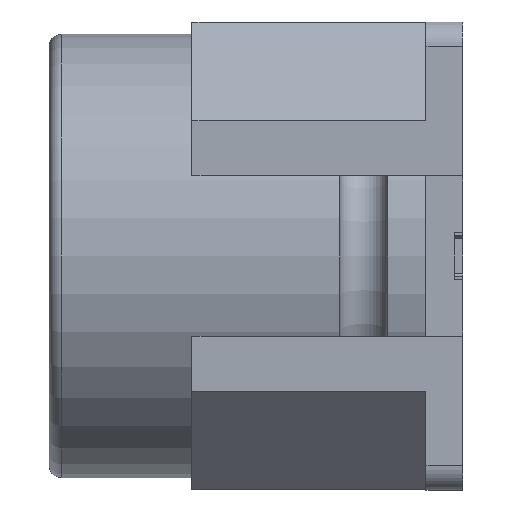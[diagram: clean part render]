
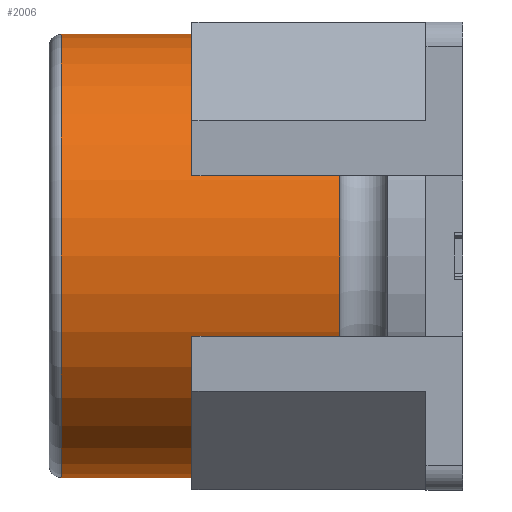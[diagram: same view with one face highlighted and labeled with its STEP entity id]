
A CAD part, left-side view. The second image highlights one B-rep face of the part: STEP entity #2006.
In plain terms, the highlighted cylindrical face has radius 9 mm (diameter 18 mm), a full revolution.
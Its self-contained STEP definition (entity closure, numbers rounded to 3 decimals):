
#48=CYLINDRICAL_SURFACE('',#2198,9.);
#64=FACE_BOUND('',#224,.T.);
#76=CIRCLE('',#2196,9.);
#77=CIRCLE('',#2199,9.);
#117=FACE_OUTER_BOUND('',#223,.T.);
#223=EDGE_LOOP('',(#1293));
#224=EDGE_LOOP('',(#1294));
#818=VERTEX_POINT('',#2900);
#819=VERTEX_POINT('',#2904);
#1007=EDGE_CURVE('',#818,#818,#76,.T.);
#1008=EDGE_CURVE('',#819,#819,#77,.T.);
#1293=ORIENTED_EDGE('',*,*,#1008,.F.);
#1294=ORIENTED_EDGE('',*,*,#1007,.F.);
#2006=ADVANCED_FACE('',(#117,#64),#48,.T.);
#2196=AXIS2_PLACEMENT_3D('',#2901,#2365,#2366);
#2198=AXIS2_PLACEMENT_3D('',#2903,#2369,#2370);
#2199=AXIS2_PLACEMENT_3D('',#2905,#2371,#2372);
#2365=DIRECTION('center_axis',(0.,1.,0.));
#2366=DIRECTION('ref_axis',(-1.,0.,0.));
#2369=DIRECTION('center_axis',(0.,-1.,0.));
#2370=DIRECTION('ref_axis',(1.,0.,0.));
#2371=DIRECTION('center_axis',(0.,-1.,0.));
#2372=DIRECTION('ref_axis',(1.,0.,0.));
#2900=CARTESIAN_POINT('',(9.,14.8,0.));
#2901=CARTESIAN_POINT('Origin',(0.,14.8,0.));
#2903=CARTESIAN_POINT('Origin',(0.,9.4,0.));
#2904=CARTESIAN_POINT('',(9.,3.5,0.));
#2905=CARTESIAN_POINT('Origin',(0.,3.5,0.));
